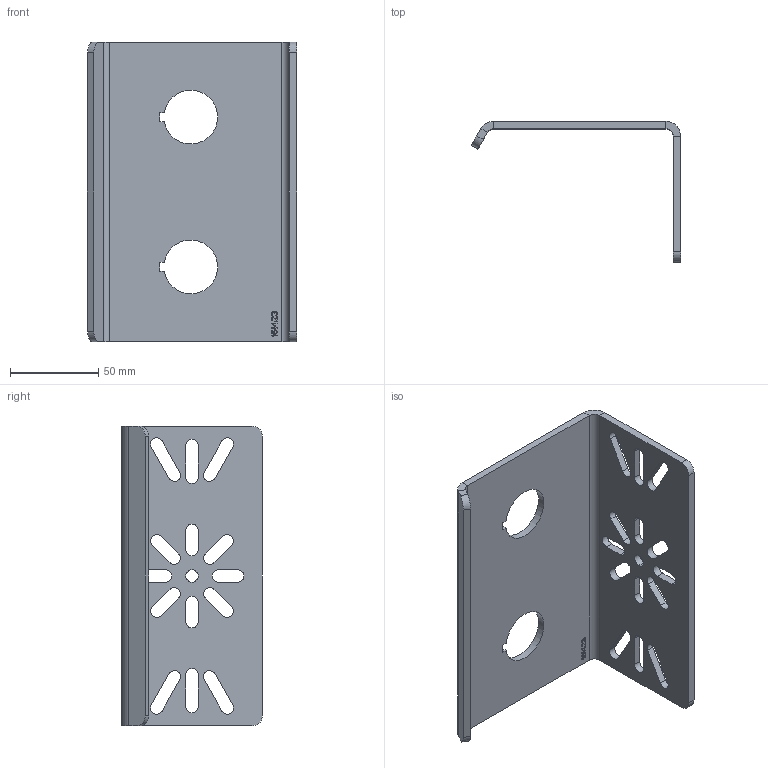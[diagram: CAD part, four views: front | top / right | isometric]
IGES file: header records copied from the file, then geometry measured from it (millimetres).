
Start section:  PTC IGES file: 163146.igs
Global section: file name: 163146.igs; native system: Pro/ENGINEER by Parametric Technology Corporation; preprocessor: 2009141; author: banengservice; organization: Unknown; date: 20120210.094436; units: inch
Bounding box: 118.64 x 80 x 170 mm (x, y, z)
Volume: 125044.7 mm3; surface area: 66651.1 mm2
Topology: 1 solids, 1 shells, 273 faces, 773 edges, 510 vertices
Faces by surface type: bspline 233, revolution 40
